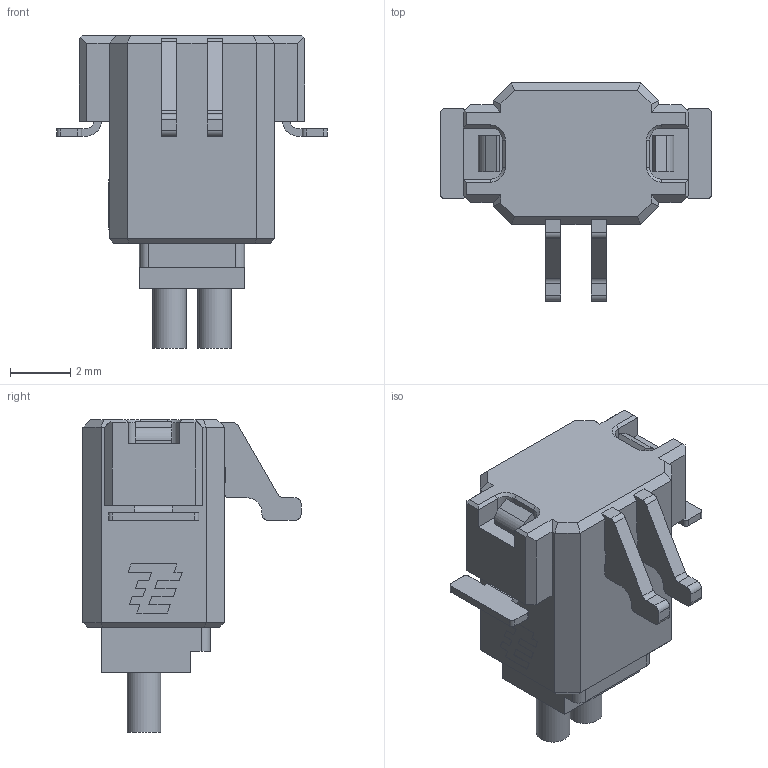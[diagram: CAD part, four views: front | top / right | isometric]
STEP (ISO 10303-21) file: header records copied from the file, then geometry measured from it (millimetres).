
FILE_DESCRIPTION(('STEP AP214'), '1');
FILE_NAME('c-2106091-1-a-3d', '2017-03-13T09:24:54', (''), (''), 'ASCON STEP Converter 1.3', 'ASCON Math Kernel', '');
FILE_SCHEMA(('AUTOMOTIVE_DESIGN { 1 0 10303 214 3 1 1}'));
Length unit declared in the file: millimetre
Products named in the file (4): C-2106091-1; C-2058943-1
Assembly tree (3 placements, depth 3):
  C-2106091-1
    C-2058943-1
    C-2106091-1
      C-2106091-1
Bounding box: 9 x 7.25 x 10.4 mm (x, y, z)
Volume: 206.2 mm3; surface area: 470 mm2
Topology: 2 solids, 2 shells, 304 faces, 807 edges, 516 vertices
Faces by surface type: plane 256, cylinder 42, cone 6
Full cylindrical faces by diameter (mm): 1.118 x2
Entity records: 11848 total; most frequent: CARTESIAN_POINT 1627, ORIENTED_EDGE 1606, DIRECTION 1507, EDGE_CURVE 803, LINE 715, VECTOR 715, VERTEX_POINT 516, AXIS2_PLACEMENT_3D 396
